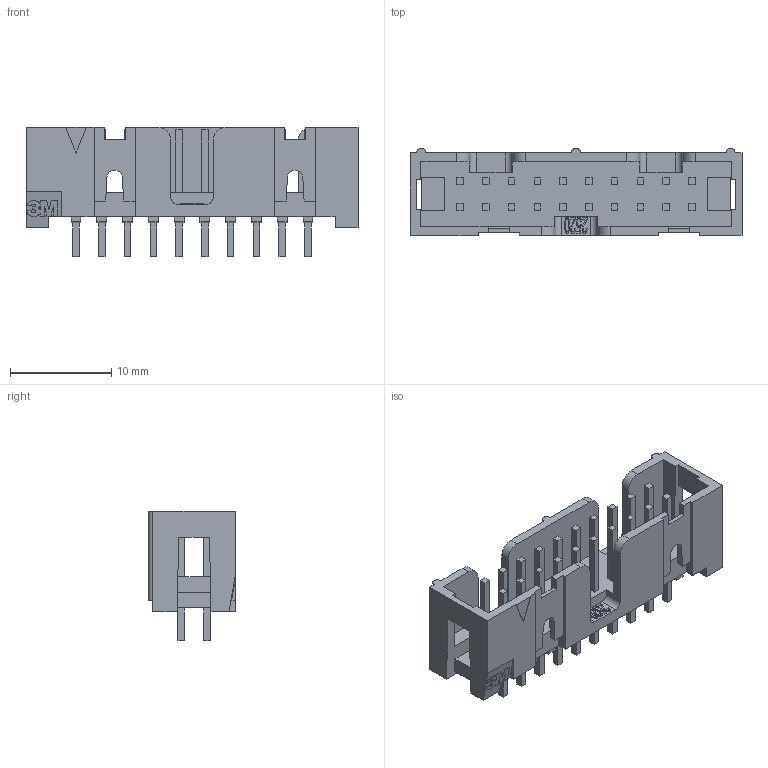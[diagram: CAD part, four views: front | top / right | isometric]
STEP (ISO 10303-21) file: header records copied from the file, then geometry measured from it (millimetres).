
FILE_DESCRIPTION(/* description */ (''),/* implementation_level */ '2;1');
FILE_NAME(/* name */ '2520-6002.stp',/* time_stamp */ '2021-09-29T06:01:06-05:00',/* author */ (''),/* organization */ (''),/* preprocessor_version */ 'ST-DEVELOPER v16.7',/* originating_system */ 'SIEMENS PLM Software NX 12.0',/* authorisation */ '');
FILE_SCHEMA (('AUTOMOTIVE_DESIGN { 1 0 10303 214 3 1 1 1 }'));
Length unit declared in the file: inch
Products named in the file (1): US293D280CAB6xw6
Bounding box: 32.72 x 8.64 x 12.75 mm (x, y, z)
Volume: 1013.1 mm3; surface area: 2205.5 mm2
Topology: 1 solids, 1 shells, 462 faces, 1204 edges, 803 vertices
Faces by surface type: plane 410, cylinder 39, extrusion 13
Entity records: 14584 total; most frequent: CARTESIAN_POINT 3210, ORIENTED_EDGE 2406, DIRECTION 2126, EDGE_CURVE 1203, VECTOR 1070, LINE 1057, VERTEX_POINT 803, EDGE_LOOP 530
